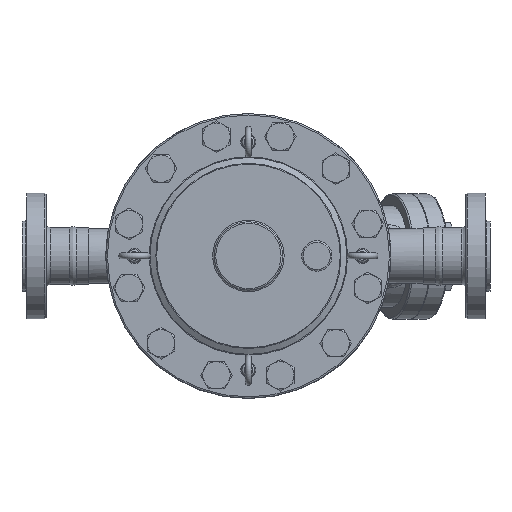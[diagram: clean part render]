
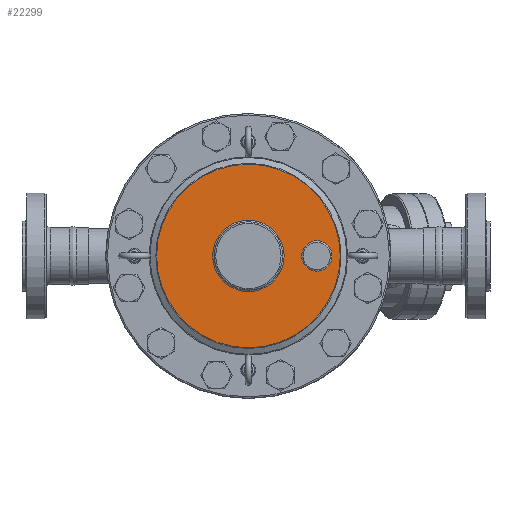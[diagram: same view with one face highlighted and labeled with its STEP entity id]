
A CAD part, top view. The second image highlights one B-rep face of the part: STEP entity #22299.
In plain terms, the highlighted planar face has unit normal (0, 0, 1).
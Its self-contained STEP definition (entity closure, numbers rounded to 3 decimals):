
#22237=CARTESIAN_POINT('',(110.0,0.,76.));
#22238=VERTEX_POINT('',#22237);
#22239=CARTESIAN_POINT('',(90.0,0.0,76.));
#22240=DIRECTION('',(0.0,0.0,1.0));
#22241=DIRECTION('',(-1.0,0.0,0.0));
#22242=AXIS2_PLACEMENT_3D('',#22239,#22240,#22241);
#22243=CIRCLE('',#22242,20.0);
#22244=EDGE_CURVE('',#22238,#22238,#22243,.T.);
#22269=CARTESIAN_POINT('',(60.67,0.0,76.));
#22270=DIRECTION('',(0.0,0.0,1.0));
#22271=DIRECTION('',(1.0,0.0,0.0));
#22272=AXIS2_PLACEMENT_3D('',#22269,#22270,#22271);
#22273=PLANE('',#22272);
#22274=CARTESIAN_POINT('',(120.804,0.,76.));
#22275=VERTEX_POINT('',#22274);
#22276=CARTESIAN_POINT('',(0.,0.0,76.));
#22277=DIRECTION('',(0.0,0.0,-1.0));
#22278=DIRECTION('',(-1.0,0.0,0.0));
#22279=AXIS2_PLACEMENT_3D('',#22276,#22277,#22278);
#22280=CIRCLE('',#22279,120.804);
#22281=EDGE_CURVE('',#22275,#22275,#22280,.T.);
#22282=ORIENTED_EDGE('',*,*,#22281,.F.);
#22283=EDGE_LOOP('',(#22282));
#22284=FACE_OUTER_BOUND('',#22283,.T.);
#22285=CARTESIAN_POINT('',(47.0,0.,76.));
#22286=VERTEX_POINT('',#22285);
#22287=CARTESIAN_POINT('',(0.,0.0,76.));
#22288=DIRECTION('',(0.0,0.0,1.0));
#22289=DIRECTION('',(-1.0,0.0,0.0));
#22290=AXIS2_PLACEMENT_3D('',#22287,#22288,#22289);
#22291=CIRCLE('',#22290,47.0);
#22292=EDGE_CURVE('',#22286,#22286,#22291,.T.);
#22293=ORIENTED_EDGE('',*,*,#22292,.F.);
#22294=EDGE_LOOP('',(#22293));
#22295=FACE_BOUND('',#22294,.T.);
#22296=ORIENTED_EDGE('',*,*,#22244,.F.);
#22297=EDGE_LOOP('',(#22296));
#22298=FACE_BOUND('',#22297,.T.);
#22299=ADVANCED_FACE('',(#22284,#22295,#22298),#22273,.T.);
